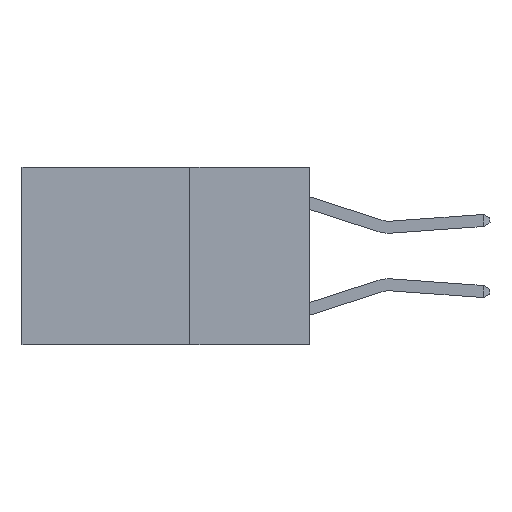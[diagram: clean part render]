
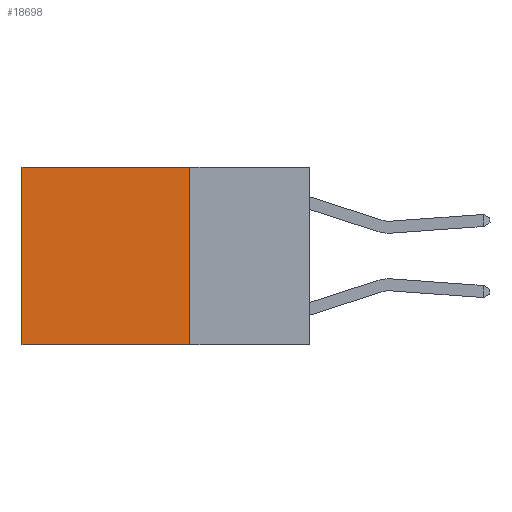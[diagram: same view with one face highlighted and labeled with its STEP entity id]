
A CAD part, left-side view. The second image highlights one B-rep face of the part: STEP entity #18698.
In plain terms, the highlighted planar face has unit normal (-1, 0, 0).
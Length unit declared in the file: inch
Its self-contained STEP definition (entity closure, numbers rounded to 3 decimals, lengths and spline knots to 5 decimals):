
#395 = AXIS2_PLACEMENT_3D ( 'NONE', #4083, #17933, #13437 ) ;
#551 = CARTESIAN_POINT ( 'NONE',  ( 0.2625, 0.25, 0. ) ) ;
#703 = VERTEX_POINT ( 'NONE', #9364 ) ;
#2555 = LINE ( 'NONE', #7836, #14109 ) ;
#3839 = VECTOR ( 'NONE', #5326, 39.37008 ) ;
#4083 = CARTESIAN_POINT ( 'NONE',  ( 0.2625, 0.25, 0. ) ) ;
#4109 = CARTESIAN_POINT ( 'NONE',  ( 0.2625, 0.25, 0. ) ) ;
#4667 = LINE ( 'NONE', #551, #4887 ) ;
#4887 = VECTOR ( 'NONE', #19161, 39.37008 ) ;
#5326 = DIRECTION ( 'NONE',  ( 0., 1., 0. ) ) ;
#5498 = ORIENTED_EDGE ( 'NONE', *, *, #16766, .F. ) ;
#6602 = EDGE_CURVE ( 'NONE', #18129, #13190, #2555, .T. ) ;
#6650 = CARTESIAN_POINT ( 'NONE',  ( 0.2625, 0.25, -0.37 ) ) ;
#6968 = CARTESIAN_POINT ( 'NONE',  ( 0.2625, 0.25, -0.37 ) ) ;
#7326 = LINE ( 'NONE', #19562, #10514 ) ;
#7836 = CARTESIAN_POINT ( 'NONE',  ( 0.2625, 0.25, 0. ) ) ;
#8206 = CARTESIAN_POINT ( 'NONE',  ( 0.2625, 0.6, -0.37 ) ) ;
#9364 = CARTESIAN_POINT ( 'NONE',  ( 0.2625, 0.6, 0. ) ) ;
#9614 = ORIENTED_EDGE ( 'NONE', *, *, #10450, .T. ) ;
#9988 = LINE ( 'NONE', #6968, #3839 ) ;
#10076 = DIRECTION ( 'NONE',  ( 0., 0., -1. ) ) ;
#10450 = EDGE_CURVE ( 'NONE', #18129, #703, #4667, .T. ) ;
#10514 = VECTOR ( 'NONE', #10076, 39.37008 ) ;
#11987 = ORIENTED_EDGE ( 'NONE', *, *, #13276, .T. ) ;
#13190 = VERTEX_POINT ( 'NONE', #6650 ) ;
#13276 = EDGE_CURVE ( 'NONE', #703, #16653, #7326, .T. ) ;
#13437 = DIRECTION ( 'NONE',  ( 0., 0., -1. ) ) ;
#14109 = VECTOR ( 'NONE', #16041, 39.37008 ) ;
#16003 = FACE_OUTER_BOUND ( 'NONE', #18080, .T. ) ;
#16041 = DIRECTION ( 'NONE',  ( 0., 0., -1. ) ) ;
#16653 = VERTEX_POINT ( 'NONE', #8206 ) ;
#16766 = EDGE_CURVE ( 'NONE', #13190, #16653, #9988, .T. ) ;
#16877 = ORIENTED_EDGE ( 'NONE', *, *, #6602, .F. ) ;
#17933 = DIRECTION ( 'NONE',  ( 1., 0., 0. ) ) ;
#17993 = PLANE ( 'NONE',  #395 ) ;
#18080 = EDGE_LOOP ( 'NONE', ( #11987, #5498, #16877, #9614 ) ) ;
#18129 = VERTEX_POINT ( 'NONE', #4109 ) ;
#18698 = ADVANCED_FACE ( 'NONE', ( #16003 ), #17993, .F. ) ;
#19161 = DIRECTION ( 'NONE',  ( 0., 1., 0. ) ) ;
#19562 = CARTESIAN_POINT ( 'NONE',  ( 0.2625, 0.6, 0. ) ) ;
